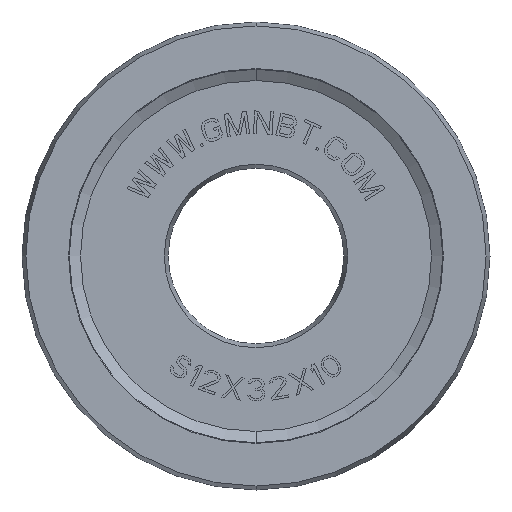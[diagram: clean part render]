
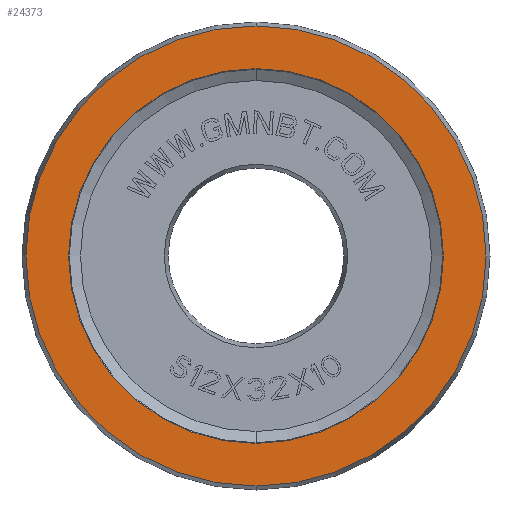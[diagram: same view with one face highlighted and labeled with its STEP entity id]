
A CAD part, front view. The second image highlights one B-rep face of the part: STEP entity #24373.
In plain terms, the highlighted planar face has unit normal (0, -1, 0).
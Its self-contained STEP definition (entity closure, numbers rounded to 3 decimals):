
#23646=CARTESIAN_POINT('',(0.,-5.,0.));
#23647=DIRECTION('',(0.,1.,0.));
#23648=DIRECTION('',(0.,0.,-1.));
#23649=AXIS2_PLACEMENT_3D('',#23646,#23647,#23648);
#23654=CARTESIAN_POINT('',(0.,-5.,0.));
#23655=DIRECTION('',(0.,-1.,0.));
#23656=DIRECTION('',(0.,0.,-1.));
#23657=AXIS2_PLACEMENT_3D('',#23654,#23655,#23656);
#23669=CARTESIAN_POINT('',(0.,-5.,0.));
#23670=DIRECTION('',(0.,-1.,0.));
#23671=DIRECTION('',(0.,0.,-1.));
#23672=AXIS2_PLACEMENT_3D('',#23669,#23670,#23671);
#23684=CARTESIAN_POINT('',(0.,-5.,0.));
#23685=DIRECTION('',(0.,1.,0.));
#23686=DIRECTION('',(0.,0.,-1.));
#23687=AXIS2_PLACEMENT_3D('',#23684,#23685,#23686);
#24050=CARTESIAN_POINT('',(0.,-5.,-12.816));
#24051=VERTEX_POINT('',#24050);
#24052=CARTESIAN_POINT('',(0.,-5.,-15.732));
#24054=VERTEX_POINT('',#24052);
#24094=CARTESIAN_POINT('',(0.,-5.,12.816));
#24095=VERTEX_POINT('',#24094);
#24096=CARTESIAN_POINT('',(0.,-5.,15.732));
#24098=VERTEX_POINT('',#24096);
#24358=CARTESIAN_POINT('',(0.,-5.,0.));
#24359=DIRECTION('',(0.,1.,0.));
#24360=DIRECTION('',(0.,0.,-1.));
#24361=AXIS2_PLACEMENT_3D('',#24358,#24359,#24360);
#24362=PLANE('',#24361);
#24364=ORIENTED_EDGE('',*,*,#24363,.F.);
#24366=ORIENTED_EDGE('',*,*,#24365,.T.);
#24367=EDGE_LOOP('',(#24364,#24366));
#24368=FACE_OUTER_BOUND('',#24367,.F.);
#24369=ORIENTED_EDGE('',*,*,#24351,.F.);
#24370=ORIENTED_EDGE('',*,*,#24340,.T.);
#24371=EDGE_LOOP('',(#24369,#24370));
#24372=FACE_BOUND('',#24371,.F.);
#23650=CIRCLE('',#23649,12.816);
#23658=CIRCLE('',#23657,12.816);
#23673=CIRCLE('',#23672,15.732);
#23688=CIRCLE('',#23687,15.732);
#24340=EDGE_CURVE('',#24051,#24095,#23658,.T.);
#24351=EDGE_CURVE('',#24051,#24095,#23650,.T.);
#24363=EDGE_CURVE('',#24054,#24098,#23673,.T.);
#24365=EDGE_CURVE('',#24054,#24098,#23688,.T.);
#24373=ADVANCED_FACE('',(#24368,#24372),#24362,.F.);
